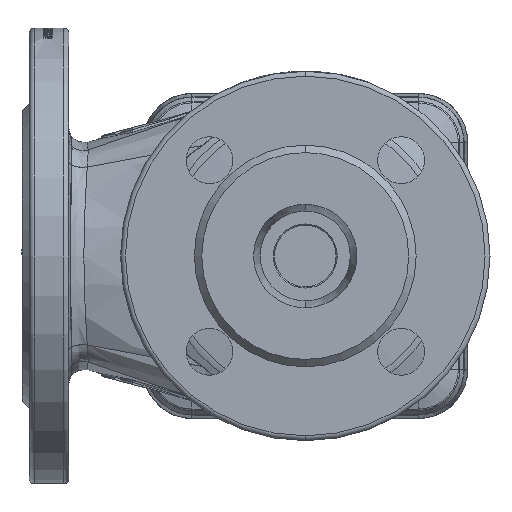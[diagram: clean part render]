
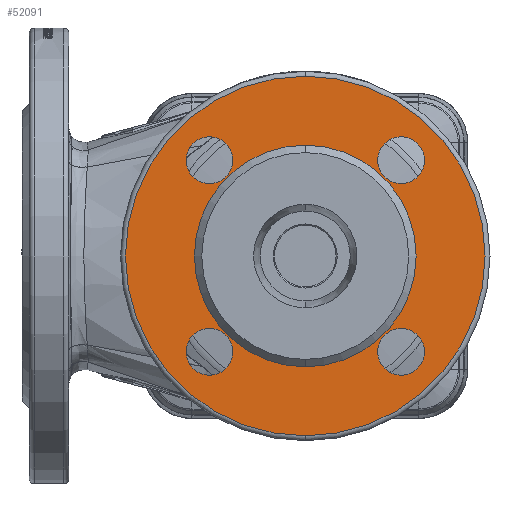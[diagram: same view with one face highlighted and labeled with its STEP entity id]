
A CAD part, front view. The second image highlights one B-rep face of the part: STEP entity #52091.
In plain terms, the highlighted planar face has unit normal (0, -1, 0).
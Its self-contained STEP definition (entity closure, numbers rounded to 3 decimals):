
#1776 = VERTEX_POINT ( 'NONE', #133434 ) ;
#1853 = EDGE_CURVE ( 'NONE', #131540, #41482, #17627, .T. ) ;
#3691 = ORIENTED_EDGE ( 'NONE', *, *, #110498, .F. ) ;
#4671 = DIRECTION ( 'NONE',  ( 0., 0., -1. ) ) ;
#5257 = AXIS2_PLACEMENT_3D ( 'NONE', #69347, #134251, #161148 ) ;
#8750 = DIRECTION ( 'NONE',  ( 0., 1., 0. ) ) ;
#9516 = CIRCLE ( 'NONE', #68745, 9.5 ) ;
#9923 = ORIENTED_EDGE ( 'NONE', *, *, #116638, .F. ) ;
#12886 = ORIENTED_EDGE ( 'NONE', *, *, #50691, .F. ) ;
#14552 = DIRECTION ( 'NONE',  ( 0., 0., -1. ) ) ;
#14895 = CARTESIAN_POINT ( 'NONE',  ( 0., -137., -45. ) ) ;
#15146 = FACE_BOUND ( 'NONE', #56534, .T. ) ;
#17627 = CIRCLE ( 'NONE', #138616, 73. ) ;
#18029 = AXIS2_PLACEMENT_3D ( 'NONE', #91113, #140849, #156013 ) ;
#18601 = ORIENTED_EDGE ( 'NONE', *, *, #85059, .T. ) ;
#18842 = ORIENTED_EDGE ( 'NONE', *, *, #92030, .T. ) ;
#19456 = CARTESIAN_POINT ( 'NONE',  ( -38.891, -137., -29.391 ) ) ;
#20959 = VERTEX_POINT ( 'NONE', #27760 ) ;
#24221 = ORIENTED_EDGE ( 'NONE', *, *, #152485, .F. ) ;
#24253 = AXIS2_PLACEMENT_3D ( 'NONE', #116393, #27976, #14552 ) ;
#24674 = DIRECTION ( 'NONE',  ( 0., 0., -1. ) ) ;
#27532 = CARTESIAN_POINT ( 'NONE',  ( 38.891, -137., -38.891 ) ) ;
#27551 = VERTEX_POINT ( 'NONE', #19456 ) ;
#27760 = CARTESIAN_POINT ( 'NONE',  ( -38.891, -137., 29.391 ) ) ;
#27976 = DIRECTION ( 'NONE',  ( 0., -1., 0. ) ) ;
#32493 = EDGE_LOOP ( 'NONE', ( #118059, #80896 ) ) ;
#34027 = CARTESIAN_POINT ( 'NONE',  ( 0., -137., 0. ) ) ;
#35604 = CARTESIAN_POINT ( 'NONE',  ( -38.891, -137., 38.891 ) ) ;
#36672 = DIRECTION ( 'NONE',  ( 0., 0., -1. ) ) ;
#37044 = CARTESIAN_POINT ( 'NONE',  ( 38.891, -137., -29.391 ) ) ;
#37767 = DIRECTION ( 'NONE',  ( 0., 0., 1. ) ) ;
#38163 = CARTESIAN_POINT ( 'NONE',  ( 38.891, -137., -38.891 ) ) ;
#41482 = VERTEX_POINT ( 'NONE', #108104 ) ;
#42678 = DIRECTION ( 'NONE',  ( 0., 0., -1. ) ) ;
#42883 = CARTESIAN_POINT ( 'NONE',  ( -45., -137., 0. ) ) ;
#46738 = AXIS2_PLACEMENT_3D ( 'NONE', #35604, #48201, #4671 ) ;
#48201 = DIRECTION ( 'NONE',  ( 0., -1., 0. ) ) ;
#49114 = DIRECTION ( 'NONE',  ( 0., -1., 0. ) ) ;
#49788 = CIRCLE ( 'NONE', #141093, 45. ) ;
#50437 = CIRCLE ( 'NONE', #106928, 9.5 ) ;
#50691 = EDGE_CURVE ( 'NONE', #20959, #146808, #111248, .T. ) ;
#52091 = ADVANCED_FACE ( 'NONE', ( #64827, #116147, #130501, #63169, #15146, #52148 ), #66478, .T. ) ;
#52148 = FACE_OUTER_BOUND ( 'NONE', #32493, .T. ) ;
#53546 = CIRCLE ( 'NONE', #5257, 9.5 ) ;
#53779 = CIRCLE ( 'NONE', #24253, 9.5 ) ;
#55624 = DIRECTION ( 'NONE',  ( 0., 0., -1. ) ) ;
#56534 = EDGE_LOOP ( 'NONE', ( #18601, #18842 ) ) ;
#60275 = CIRCLE ( 'NONE', #154415, 9.5 ) ;
#61815 = CARTESIAN_POINT ( 'NONE',  ( 0., -137., 0. ) ) ;
#62635 = CIRCLE ( 'NONE', #127122, 9.5 ) ;
#63169 = FACE_BOUND ( 'NONE', #83238, .T. ) ;
#63576 = VERTEX_POINT ( 'NONE', #79106 ) ;
#64375 = DIRECTION ( 'NONE',  ( 0., -1., 0. ) ) ;
#64827 = FACE_BOUND ( 'NONE', #78879, .T. ) ;
#66219 = CIRCLE ( 'NONE', #18029, 9.5 ) ;
#66478 = PLANE ( 'NONE',  #73954 ) ;
#67662 = VERTEX_POINT ( 'NONE', #37044 ) ;
#68745 = AXIS2_PLACEMENT_3D ( 'NONE', #27532, #130286, #42678 ) ;
#69347 = CARTESIAN_POINT ( 'NONE',  ( -38.891, -137., -38.891 ) ) ;
#70029 = CIRCLE ( 'NONE', #113075, 45. ) ;
#73954 = AXIS2_PLACEMENT_3D ( 'NONE', #42883, #146422, #147273 ) ;
#78879 = EDGE_LOOP ( 'NONE', ( #162145, #12886 ) ) ;
#79106 = CARTESIAN_POINT ( 'NONE',  ( 0., -137., 45. ) ) ;
#79859 = EDGE_CURVE ( 'NONE', #85503, #116359, #53779, .T. ) ;
#80109 = VERTEX_POINT ( 'NONE', #152487 ) ;
#80896 = ORIENTED_EDGE ( 'NONE', *, *, #129053, .F. ) ;
#83238 = EDGE_LOOP ( 'NONE', ( #136642, #162986 ) ) ;
#85059 = EDGE_CURVE ( 'NONE', #63576, #151345, #49788, .T. ) ;
#85503 = VERTEX_POINT ( 'NONE', #148809 ) ;
#88290 = AXIS2_PLACEMENT_3D ( 'NONE', #98273, #137859, #111740 ) ;
#88492 = CARTESIAN_POINT ( 'NONE',  ( 38.891, -137., 38.891 ) ) ;
#91113 = CARTESIAN_POINT ( 'NONE',  ( -38.891, -137., -38.891 ) ) ;
#92030 = EDGE_CURVE ( 'NONE', #151345, #63576, #70029, .T. ) ;
#98273 = CARTESIAN_POINT ( 'NONE',  ( 0., -137., 0. ) ) ;
#106928 = AXIS2_PLACEMENT_3D ( 'NONE', #38163, #49114, #24674 ) ;
#108104 = CARTESIAN_POINT ( 'NONE',  ( 0., -137., -73. ) ) ;
#110498 = EDGE_CURVE ( 'NONE', #67662, #80109, #9516, .T. ) ;
#111248 = CIRCLE ( 'NONE', #46738, 9.5 ) ;
#111704 = EDGE_CURVE ( 'NONE', #1776, #27551, #66219, .T. ) ;
#111740 = DIRECTION ( 'NONE',  ( 0., 0., 1. ) ) ;
#113075 = AXIS2_PLACEMENT_3D ( 'NONE', #114311, #153106, #37767 ) ;
#113142 = DIRECTION ( 'NONE',  ( 0., 1., 0. ) ) ;
#114311 = CARTESIAN_POINT ( 'NONE',  ( 0., -137., 0. ) ) ;
#114835 = CARTESIAN_POINT ( 'NONE',  ( 0., -137., 73. ) ) ;
#115237 = CIRCLE ( 'NONE', #88290, 73. ) ;
#116147 = FACE_BOUND ( 'NONE', #142809, .T. ) ;
#116359 = VERTEX_POINT ( 'NONE', #164687 ) ;
#116393 = CARTESIAN_POINT ( 'NONE',  ( 38.891, -137., 38.891 ) ) ;
#116638 = EDGE_CURVE ( 'NONE', #27551, #1776, #53546, .T. ) ;
#118059 = ORIENTED_EDGE ( 'NONE', *, *, #1853, .F. ) ;
#118196 = ORIENTED_EDGE ( 'NONE', *, *, #111704, .F. ) ;
#127122 = AXIS2_PLACEMENT_3D ( 'NONE', #88492, #129781, #55624 ) ;
#129053 = EDGE_CURVE ( 'NONE', #41482, #131540, #115237, .T. ) ;
#129228 = CARTESIAN_POINT ( 'NONE',  ( -38.891, -137., 38.891 ) ) ;
#129781 = DIRECTION ( 'NONE',  ( 0., -1., 0. ) ) ;
#130286 = DIRECTION ( 'NONE',  ( 0., -1., 0. ) ) ;
#130501 = FACE_BOUND ( 'NONE', #140102, .T. ) ;
#130955 = EDGE_CURVE ( 'NONE', #116359, #85503, #62635, .T. ) ;
#131540 = VERTEX_POINT ( 'NONE', #114835 ) ;
#133434 = CARTESIAN_POINT ( 'NONE',  ( -38.891, -137., -48.391 ) ) ;
#134251 = DIRECTION ( 'NONE',  ( 0., -1., 0. ) ) ;
#135119 = DIRECTION ( 'NONE',  ( 0., 0., 1. ) ) ;
#136642 = ORIENTED_EDGE ( 'NONE', *, *, #130955, .F. ) ;
#137859 = DIRECTION ( 'NONE',  ( 0., 1., 0. ) ) ;
#138616 = AXIS2_PLACEMENT_3D ( 'NONE', #34027, #8750, #163658 ) ;
#140102 = EDGE_LOOP ( 'NONE', ( #9923, #118196 ) ) ;
#140849 = DIRECTION ( 'NONE',  ( 0., -1., 0. ) ) ;
#141093 = AXIS2_PLACEMENT_3D ( 'NONE', #61815, #113142, #135119 ) ;
#142809 = EDGE_LOOP ( 'NONE', ( #3691, #24221 ) ) ;
#146422 = DIRECTION ( 'NONE',  ( 0., -1., 0. ) ) ;
#146808 = VERTEX_POINT ( 'NONE', #160336 ) ;
#147273 = DIRECTION ( 'NONE',  ( 0., 0., -1. ) ) ;
#148809 = CARTESIAN_POINT ( 'NONE',  ( 38.891, -137., 29.391 ) ) ;
#151345 = VERTEX_POINT ( 'NONE', #14895 ) ;
#152485 = EDGE_CURVE ( 'NONE', #80109, #67662, #50437, .T. ) ;
#152487 = CARTESIAN_POINT ( 'NONE',  ( 38.891, -137., -48.391 ) ) ;
#153106 = DIRECTION ( 'NONE',  ( 0., 1., 0. ) ) ;
#154415 = AXIS2_PLACEMENT_3D ( 'NONE', #129228, #64375, #36672 ) ;
#156013 = DIRECTION ( 'NONE',  ( 0., 0., -1. ) ) ;
#160336 = CARTESIAN_POINT ( 'NONE',  ( -38.891, -137., 48.391 ) ) ;
#161148 = DIRECTION ( 'NONE',  ( 0., 0., -1. ) ) ;
#162145 = ORIENTED_EDGE ( 'NONE', *, *, #166248, .F. ) ;
#162986 = ORIENTED_EDGE ( 'NONE', *, *, #79859, .F. ) ;
#163658 = DIRECTION ( 'NONE',  ( 0., 0., 1. ) ) ;
#164687 = CARTESIAN_POINT ( 'NONE',  ( 38.891, -137., 48.391 ) ) ;
#166248 = EDGE_CURVE ( 'NONE', #146808, #20959, #60275, .T. ) ;
